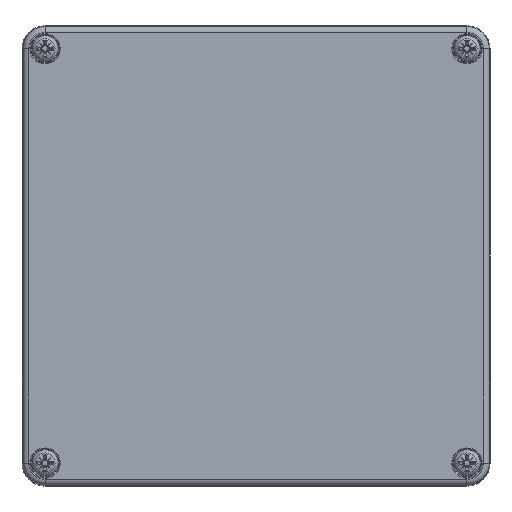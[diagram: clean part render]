
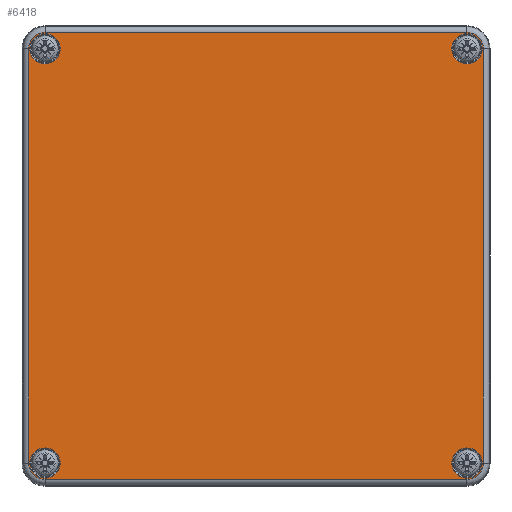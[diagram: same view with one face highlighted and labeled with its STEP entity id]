
A CAD part, top view. The second image highlights one B-rep face of the part: STEP entity #6418.
In plain terms, the highlighted face is planar.
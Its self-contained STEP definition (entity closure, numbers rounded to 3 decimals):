
#6295=CARTESIAN_POINT('',(-58.95,54.,-15.0));
#6296=VERTEX_POINT('',#6295);
#6297=CARTESIAN_POINT('',(-55.,54.,-15.0));
#6298=DIRECTION('',(0.0,0.0,-1.0));
#6299=DIRECTION('',(1.0,0.0,0.0));
#6300=AXIS2_PLACEMENT_3D('',#6297,#6298,#6299);
#6301=CIRCLE('',#6300,3.95);
#6302=EDGE_CURVE('',#6296,#6296,#6301,.T.);
#6307=CARTESIAN_POINT('',(0.,0.,-15.0));
#6308=DIRECTION('',(0.0,0.0,1.0));
#6309=DIRECTION('',(1.0,0.0,0.0));
#6310=AXIS2_PLACEMENT_3D('',#6307,#6308,#6309);
#6311=PLANE('',#6310);
#6312=CARTESIAN_POINT('',(-55.,-58.264,-15.0));
#6313=VERTEX_POINT('',#6312);
#6314=CARTESIAN_POINT('',(55.,-58.264,-15.0));
#6315=VERTEX_POINT('',#6314);
#6316=CARTESIAN_POINT('',(-55.,-58.264,-15.0));
#6317=DIRECTION('',(1.0,0.0,0.0));
#6318=VECTOR('',#6317,110.);
#6319=LINE('',#6316,#6318);
#6320=EDGE_CURVE('',#6313,#6315,#6319,.T.);
#6321=ORIENTED_EDGE('',*,*,#6320,.F.);
#6322=CARTESIAN_POINT('',(-59.264,-54.,-15.0));
#6323=VERTEX_POINT('',#6322);
#6324=CARTESIAN_POINT('',(-55.,-54.0,-15.0));
#6325=DIRECTION('',(0.0,0.0,1.0));
#6326=DIRECTION('',(-0.707,-0.707,0.0));
#6327=AXIS2_PLACEMENT_3D('',#6324,#6325,#6326);
#6328=CIRCLE('',#6327,4.264);
#6329=EDGE_CURVE('',#6323,#6313,#6328,.T.);
#6330=ORIENTED_EDGE('',*,*,#6329,.F.);
#6331=CARTESIAN_POINT('',(-59.264,54.0,-15.0));
#6332=VERTEX_POINT('',#6331);
#6333=CARTESIAN_POINT('',(-59.264,54.0,-15.0));
#6334=DIRECTION('',(0.0,-1.0,0.0));
#6335=VECTOR('',#6334,108.);
#6336=LINE('',#6333,#6335);
#6337=EDGE_CURVE('',#6332,#6323,#6336,.T.);
#6338=ORIENTED_EDGE('',*,*,#6337,.F.);
#6339=CARTESIAN_POINT('',(-55.,58.264,-15.0));
#6340=VERTEX_POINT('',#6339);
#6341=CARTESIAN_POINT('',(-55.,54.0,-15.0));
#6342=DIRECTION('',(0.0,0.0,1.0));
#6343=DIRECTION('',(-0.707,0.707,0.0));
#6344=AXIS2_PLACEMENT_3D('',#6341,#6342,#6343);
#6345=CIRCLE('',#6344,4.264);
#6346=EDGE_CURVE('',#6340,#6332,#6345,.T.);
#6347=ORIENTED_EDGE('',*,*,#6346,.F.);
#6348=CARTESIAN_POINT('',(55.,58.264,-15.0));
#6349=VERTEX_POINT('',#6348);
#6350=CARTESIAN_POINT('',(55.,58.264,-15.0));
#6351=DIRECTION('',(-1.0,0.0,0.0));
#6352=VECTOR('',#6351,110.);
#6353=LINE('',#6350,#6352);
#6354=EDGE_CURVE('',#6349,#6340,#6353,.T.);
#6355=ORIENTED_EDGE('',*,*,#6354,.F.);
#6356=CARTESIAN_POINT('',(59.264,54.,-15.0));
#6357=VERTEX_POINT('',#6356);
#6358=CARTESIAN_POINT('',(55.,54.0,-15.0));
#6359=DIRECTION('',(0.0,0.0,1.0));
#6360=DIRECTION('',(0.707,0.707,0.0));
#6361=AXIS2_PLACEMENT_3D('',#6358,#6359,#6360);
#6362=CIRCLE('',#6361,4.264);
#6363=EDGE_CURVE('',#6357,#6349,#6362,.T.);
#6364=ORIENTED_EDGE('',*,*,#6363,.F.);
#6365=CARTESIAN_POINT('',(59.264,-54.0,-15.0));
#6366=VERTEX_POINT('',#6365);
#6367=CARTESIAN_POINT('',(59.264,-54.0,-15.0));
#6368=DIRECTION('',(0.0,1.0,0.0));
#6369=VECTOR('',#6368,108.);
#6370=LINE('',#6367,#6369);
#6371=EDGE_CURVE('',#6366,#6357,#6370,.T.);
#6372=ORIENTED_EDGE('',*,*,#6371,.F.);
#6373=CARTESIAN_POINT('',(55.,-54.0,-15.0));
#6374=DIRECTION('',(0.0,0.0,1.0));
#6375=DIRECTION('',(0.707,-0.707,0.0));
#6376=AXIS2_PLACEMENT_3D('',#6373,#6374,#6375);
#6377=CIRCLE('',#6376,4.264);
#6378=EDGE_CURVE('',#6315,#6366,#6377,.T.);
#6379=ORIENTED_EDGE('',*,*,#6378,.F.);
#6380=EDGE_LOOP('',(#6321,#6330,#6338,#6347,#6355,#6364,#6372,#6379));
#6381=FACE_OUTER_BOUND('',#6380,.T.);
#6382=CARTESIAN_POINT('',(51.05,54.,-15.0));
#6383=VERTEX_POINT('',#6382);
#6384=CARTESIAN_POINT('',(55.,54.,-15.0));
#6385=DIRECTION('',(0.0,0.0,-1.0));
#6386=DIRECTION('',(1.0,0.0,0.0));
#6387=AXIS2_PLACEMENT_3D('',#6384,#6385,#6386);
#6388=CIRCLE('',#6387,3.95);
#6389=EDGE_CURVE('',#6383,#6383,#6388,.T.);
#6390=ORIENTED_EDGE('',*,*,#6389,.F.);
#6391=EDGE_LOOP('',(#6390));
#6392=FACE_BOUND('',#6391,.T.);
#6393=CARTESIAN_POINT('',(-58.95,-54.,-15.0));
#6394=VERTEX_POINT('',#6393);
#6395=CARTESIAN_POINT('',(-55.,-54.,-15.0));
#6396=DIRECTION('',(0.0,0.0,-1.0));
#6397=DIRECTION('',(1.0,0.0,0.0));
#6398=AXIS2_PLACEMENT_3D('',#6395,#6396,#6397);
#6399=CIRCLE('',#6398,3.95);
#6400=EDGE_CURVE('',#6394,#6394,#6399,.T.);
#6401=ORIENTED_EDGE('',*,*,#6400,.F.);
#6402=EDGE_LOOP('',(#6401));
#6403=FACE_BOUND('',#6402,.T.);
#6404=CARTESIAN_POINT('',(51.05,-54.,-15.0));
#6405=VERTEX_POINT('',#6404);
#6406=CARTESIAN_POINT('',(55.,-54.,-15.0));
#6407=DIRECTION('',(0.0,0.0,-1.0));
#6408=DIRECTION('',(1.0,0.0,0.0));
#6409=AXIS2_PLACEMENT_3D('',#6406,#6407,#6408);
#6410=CIRCLE('',#6409,3.95);
#6411=EDGE_CURVE('',#6405,#6405,#6410,.T.);
#6412=ORIENTED_EDGE('',*,*,#6411,.F.);
#6413=EDGE_LOOP('',(#6412));
#6414=FACE_BOUND('',#6413,.T.);
#6415=ORIENTED_EDGE('',*,*,#6302,.F.);
#6416=EDGE_LOOP('',(#6415));
#6417=FACE_BOUND('',#6416,.T.);
#6418=ADVANCED_FACE('',(#6381,#6392,#6403,#6414,#6417),#6311,.F.);
